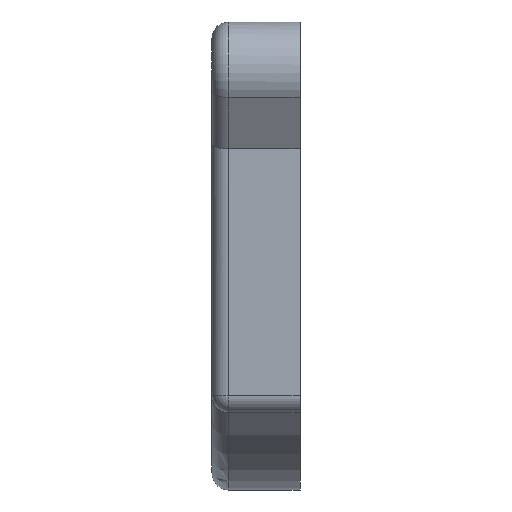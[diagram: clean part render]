
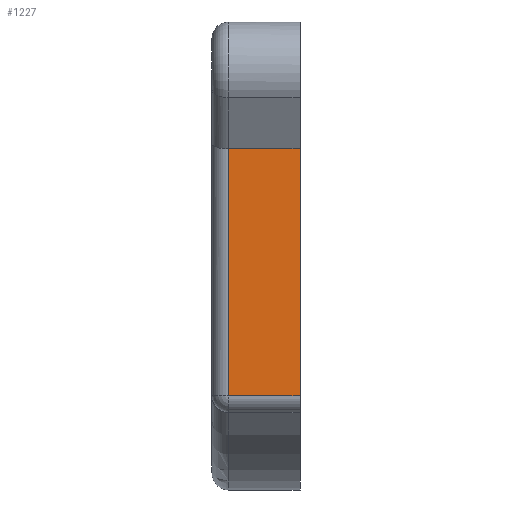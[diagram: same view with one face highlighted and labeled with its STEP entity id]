
A CAD part, left-side view. The second image highlights one B-rep face of the part: STEP entity #1227.
In plain terms, the highlighted planar face has unit normal (-1, 0, 0).
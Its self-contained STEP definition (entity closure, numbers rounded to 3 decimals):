
#53 = AXIS2_PLACEMENT_3D ( 'NONE', #1052, #1093, #213 ) ;
#171 = EDGE_CURVE ( 'NONE', #677, #441, #627, .T. ) ;
#213 = DIRECTION ( 'NONE',  ( 0., 0., -1. ) ) ;
#259 = VECTOR ( 'NONE', #1495, 1000. ) ;
#287 = VERTEX_POINT ( 'NONE', #1745 ) ;
#346 = CARTESIAN_POINT ( 'NONE',  ( -13., 5.23, 6.372 ) ) ;
#420 = EDGE_LOOP ( 'NONE', ( #1747, #1534, #1045, #641 ) ) ;
#441 = VERTEX_POINT ( 'NONE', #522 ) ;
#470 = VECTOR ( 'NONE', #917, 1000. ) ;
#522 = CARTESIAN_POINT ( 'NONE',  ( -13., 0., -8.3 ) ) ;
#527 = VECTOR ( 'NONE', #945, 1000. ) ;
#592 = VERTEX_POINT ( 'NONE', #1756 ) ;
#627 = LINE ( 'NONE', #933, #470 ) ;
#628 = EDGE_CURVE ( 'NONE', #287, #677, #1094, .T. ) ;
#641 = ORIENTED_EDGE ( 'NONE', *, *, #1320, .T. ) ;
#654 = DIRECTION ( 'NONE',  ( 0., -1., 0. ) ) ;
#677 = VERTEX_POINT ( 'NONE', #793 ) ;
#744 = EDGE_CURVE ( 'NONE', #287, #592, #1531, .T. ) ;
#753 = PLANE ( 'NONE',  #53 ) ;
#793 = CARTESIAN_POINT ( 'NONE',  ( -13., 4.23, -8.3 ) ) ;
#917 = DIRECTION ( 'NONE',  ( 0., -1., 0. ) ) ;
#933 = CARTESIAN_POINT ( 'NONE',  ( -13., 5.23, -8.3 ) ) ;
#945 = DIRECTION ( 'NONE',  ( 0., 0., 1. ) ) ;
#1045 = ORIENTED_EDGE ( 'NONE', *, *, #171, .T. ) ;
#1052 = CARTESIAN_POINT ( 'NONE',  ( -13., 5.23, 6.372 ) ) ;
#1093 = DIRECTION ( 'NONE',  ( 1., 0., 0. ) ) ;
#1094 = LINE ( 'NONE', #1452, #259 ) ;
#1227 = ADVANCED_FACE ( 'NONE', ( #1474 ), #753, .F. ) ;
#1320 = EDGE_CURVE ( 'NONE', #441, #592, #1622, .T. ) ;
#1452 = CARTESIAN_POINT ( 'NONE',  ( -13., 4.23, -8.3 ) ) ;
#1474 = FACE_OUTER_BOUND ( 'NONE', #420, .T. ) ;
#1495 = DIRECTION ( 'NONE',  ( 0., 0., -1. ) ) ;
#1518 = CARTESIAN_POINT ( 'NONE',  ( -13., 0., 6.372 ) ) ;
#1531 = LINE ( 'NONE', #346, #1715 ) ;
#1534 = ORIENTED_EDGE ( 'NONE', *, *, #628, .T. ) ;
#1622 = LINE ( 'NONE', #1518, #527 ) ;
#1715 = VECTOR ( 'NONE', #654, 1000. ) ;
#1745 = CARTESIAN_POINT ( 'NONE',  ( -13., 4.23, 6.372 ) ) ;
#1747 = ORIENTED_EDGE ( 'NONE', *, *, #744, .F. ) ;
#1756 = CARTESIAN_POINT ( 'NONE',  ( -13., 0., 6.372 ) ) ;
